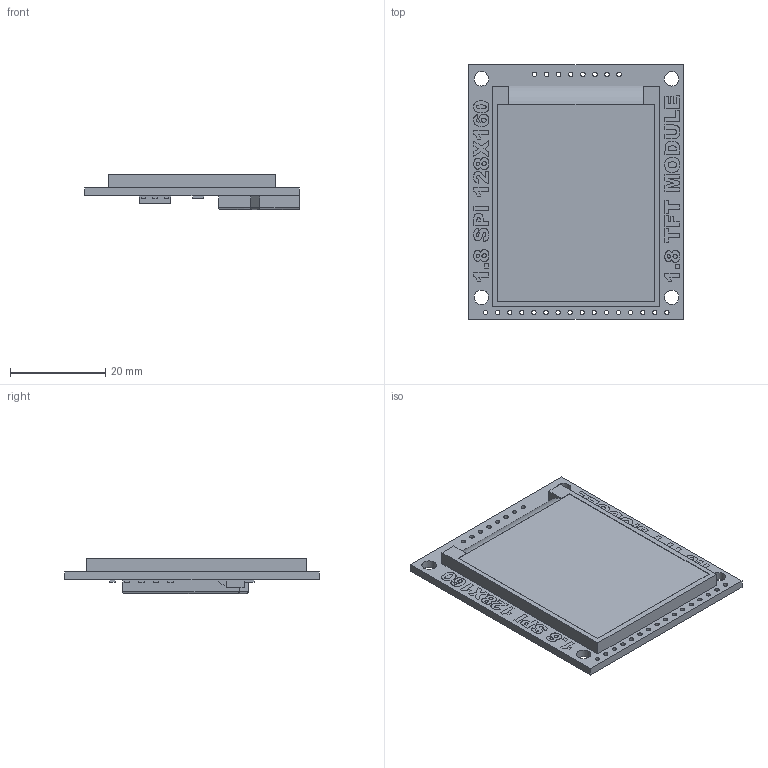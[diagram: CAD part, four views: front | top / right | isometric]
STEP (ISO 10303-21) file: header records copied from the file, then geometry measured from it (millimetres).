
FILE_DESCRIPTION(/* description */ ('Unknown'),/* implementation_level */ '2;1');
FILE_NAME(/* name */ '1.8 LCD',/* time_stamp */ '2018-10-29T14:08:44-04:00',/* author */ ('Unknown'),/* organization */ ('Unknown'),/* preprocessor_version */ 'ST-DEVELOPER v16.7',/* originating_system */ 'DEX',/* authorisation */ $);
FILE_SCHEMA (('AUTOMOTIVE_DESIGN {1 0 10303 214 3 1 1}'));
Length unit declared in the file: millimetre
Products named in the file (1): 1.8 LCD
Bounding box: 45.14 x 53.52 x 7.42 mm (x, y, z)
Volume: 8796.5 mm3; surface area: 6946.1 mm2
Topology: 1 solids, 21 shells, 644 faces, 1610 edges, 1080 vertices
Faces by surface type: plane 501, bspline 108, cylinder 35
Full cylindrical faces by diameter (mm): 0.914 x16, 0.94 x8, 3.048 x4
Entity records: 28971 total; most frequent: CARTESIAN_POINT 11132, ORIENTED_EDGE 3078, DIRECTION 1853, EDGE_CURVE 1539, VERTEX_POINT 1052, EDGE_LOOP 829, FACE_BOUND 829, B_SPLINE_CURVE_WITH_KNOTS 826
